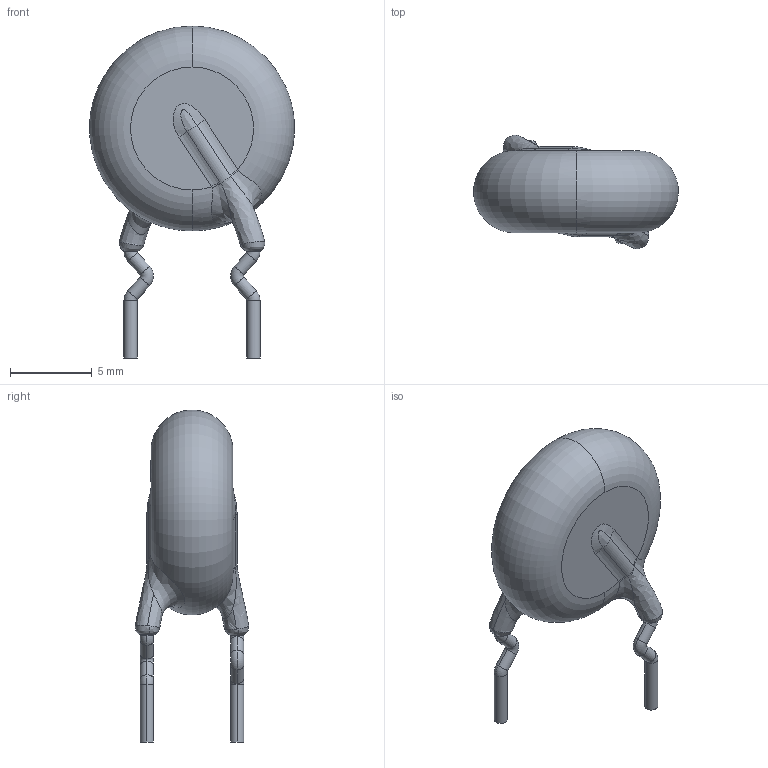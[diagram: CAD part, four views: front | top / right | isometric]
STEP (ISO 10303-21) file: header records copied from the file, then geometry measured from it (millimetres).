
FILE_DESCRIPTION (( 'STEP AP214' ), '1' );
FILE_NAME ('RES-TH_L12.5-W5.5-P7.50-S5.50.step', '2022-07-28T09:32:14', ( '' ), ( '' ), 'SwSTEP 2.0', 'SolidWorks 2020', '' );
FILE_SCHEMA (( 'AUTOMOTIVE_DESIGN' ));
Length unit declared in the file: millimetre
Products named in the file (1): RES-TH_L12.5-W5.5-P7.50-S5.50
Bounding box: 12.5 x 6.92 x 20.25 mm (x, y, z)
Volume: 544.8 mm3; surface area: 497.8 mm2
Topology: 14 solids, 14 shells, 290 faces, 751 edges, 488 vertices
Faces by surface type: plane 137, bspline 117, cylinder 22, torus 14
Entity records: 15585 total; most frequent: CARTESIAN_POINT 5929, ORIENTED_EDGE 1500, DIRECTION 923, EDGE_CURVE 750, VERTEX_POINT 488, LINE 441, VECTOR 441, UNCERTAINTY_MEASURE_WITH_UNIT 306
